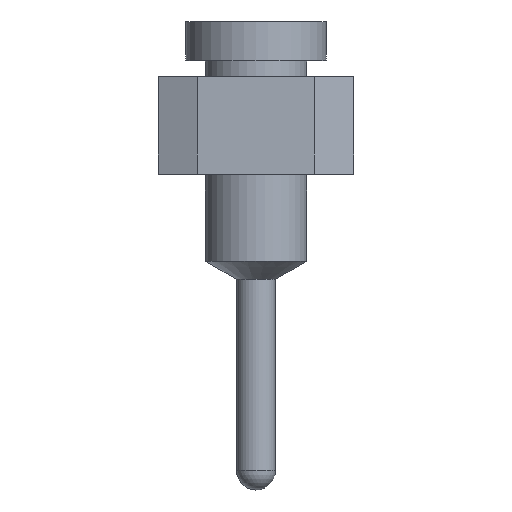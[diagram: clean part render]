
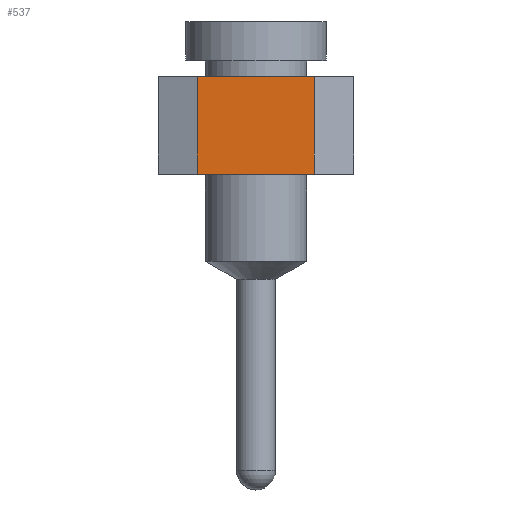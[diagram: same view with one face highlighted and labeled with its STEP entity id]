
A CAD part, left-side view. The second image highlights one B-rep face of the part: STEP entity #537.
In plain terms, the highlighted planar face has unit normal (-1, 0, 0).
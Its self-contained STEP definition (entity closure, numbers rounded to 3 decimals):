
#537 = ADVANCED_FACE('',(#538),#572,.F.);
#538 = FACE_BOUND('',#539,.T.);
#539 = EDGE_LOOP('',(#540,#550,#558,#566));
#540 = ORIENTED_EDGE('',*,*,#541,.T.);
#541 = EDGE_CURVE('',#542,#544,#546,.T.);
#542 = VERTEX_POINT('',#543);
#543 = CARTESIAN_POINT('',(-16.51,0.762,2.57));
#544 = VERTEX_POINT('',#545);
#545 = CARTESIAN_POINT('',(-16.51,0.762,1.3));
#546 = LINE('',#547,#548);
#547 = CARTESIAN_POINT('',(-16.51,0.762,3.84));
#548 = VECTOR('',#549,1.);
#549 = DIRECTION('',(0.,0.,-1.));
#550 = ORIENTED_EDGE('',*,*,#551,.T.);
#551 = EDGE_CURVE('',#544,#552,#554,.T.);
#552 = VERTEX_POINT('',#553);
#553 = CARTESIAN_POINT('',(-16.51,-0.762,1.3));
#554 = LINE('',#555,#556);
#555 = CARTESIAN_POINT('',(-16.51,1.27,1.3));
#556 = VECTOR('',#557,1.);
#557 = DIRECTION('',(0.,-1.,0.));
#558 = ORIENTED_EDGE('',*,*,#559,.F.);
#559 = EDGE_CURVE('',#560,#552,#562,.T.);
#560 = VERTEX_POINT('',#561);
#561 = CARTESIAN_POINT('',(-16.51,-0.762,2.57));
#562 = LINE('',#563,#564);
#563 = CARTESIAN_POINT('',(-16.51,-0.762,3.84));
#564 = VECTOR('',#565,1.);
#565 = DIRECTION('',(0.,0.,-1.));
#566 = ORIENTED_EDGE('',*,*,#567,.F.);
#567 = EDGE_CURVE('',#542,#560,#568,.T.);
#568 = LINE('',#569,#570);
#569 = CARTESIAN_POINT('',(-16.51,1.27,2.57));
#570 = VECTOR('',#571,1.);
#571 = DIRECTION('',(0.,-1.,0.));
#572 = PLANE('',#573);
#573 = AXIS2_PLACEMENT_3D('',#574,#575,#576);
#574 = CARTESIAN_POINT('',(-16.51,1.27,2.57));
#575 = DIRECTION('',(1.,0.,0.));
#576 = DIRECTION('',(0.,1.,0.));
